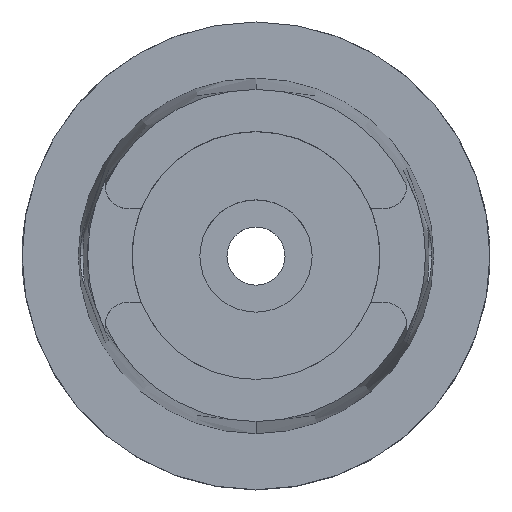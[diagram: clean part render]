
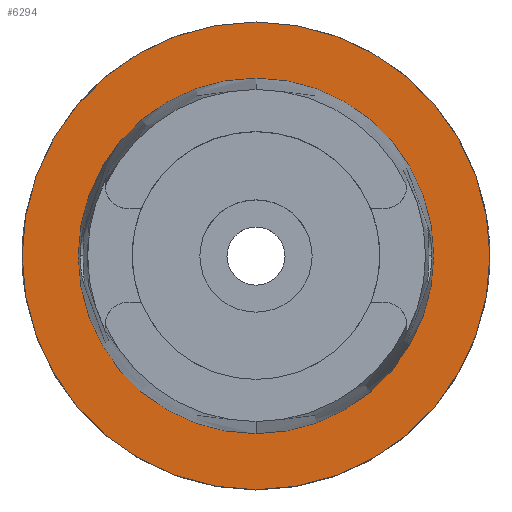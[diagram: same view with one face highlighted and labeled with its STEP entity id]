
A CAD part, top view. The second image highlights one B-rep face of the part: STEP entity #6294.
In plain terms, the highlighted planar face has unit normal (0, 0, 1).
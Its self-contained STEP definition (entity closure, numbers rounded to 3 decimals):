
#3308=CARTESIAN_POINT('',(0.,0.,0.));
#3309=DIRECTION('',(0.,0.,-1.));
#3310=DIRECTION('',(0.,-1.,0.));
#3311=AXIS2_PLACEMENT_3D('',#3308,#3309,#3310);
#3316=CARTESIAN_POINT('',(0.,0.,0.));
#3317=DIRECTION('',(0.,0.,-1.));
#3318=DIRECTION('',(0.,1.,0.));
#3319=AXIS2_PLACEMENT_3D('',#3316,#3317,#3318);
#3324=CARTESIAN_POINT('',(0.,0.,0.));
#3325=DIRECTION('',(0.,0.,1.));
#3326=DIRECTION('',(0.,-1.,0.));
#3327=AXIS2_PLACEMENT_3D('',#3324,#3325,#3326);
#3332=CARTESIAN_POINT('',(0.,0.,0.));
#3333=DIRECTION('',(0.,0.,1.));
#3334=DIRECTION('',(0.,1.,0.));
#3335=AXIS2_PLACEMENT_3D('',#3332,#3333,#3334);
#3567=CARTESIAN_POINT('',(0.,-38.,0.));
#3568=VERTEX_POINT('',#3567);
#3569=CARTESIAN_POINT('',(0.,38.,0.));
#3570=VERTEX_POINT('',#3569);
#3998=CARTESIAN_POINT('',(0.,50.,0.));
#3999=VERTEX_POINT('',#3998);
#4000=CARTESIAN_POINT('',(0.,-50.,0.));
#4001=VERTEX_POINT('',#4000);
#6281=CARTESIAN_POINT('',(0.,0.,0.));
#6282=DIRECTION('',(0.,0.,1.));
#6283=DIRECTION('',(0.,1.,0.));
#6284=AXIS2_PLACEMENT_3D('',#6281,#6282,#6283);
#6285=PLANE('',#6284);
#6286=ORIENTED_EDGE('',*,*,#6046,.T.);
#6287=ORIENTED_EDGE('',*,*,#6155,.T.);
#6288=EDGE_LOOP('',(#6286,#6287));
#6289=FACE_OUTER_BOUND('',#6288,.F.);
#6290=ORIENTED_EDGE('',*,*,#4221,.T.);
#6291=ORIENTED_EDGE('',*,*,#4180,.T.);
#6292=EDGE_LOOP('',(#6290,#6291));
#6293=FACE_BOUND('',#6292,.F.);
#3312=CIRCLE('',#3311,50.);
#3320=CIRCLE('',#3319,50.);
#3328=CIRCLE('',#3327,38.);
#3336=CIRCLE('',#3335,38.);
#4180=EDGE_CURVE('',#3570,#3568,#3336,.T.);
#4221=EDGE_CURVE('',#3568,#3570,#3328,.T.);
#6046=EDGE_CURVE('',#4001,#3999,#3312,.T.);
#6155=EDGE_CURVE('',#3999,#4001,#3320,.T.);
#6294=ADVANCED_FACE('',(#6289,#6293),#6285,.T.);
